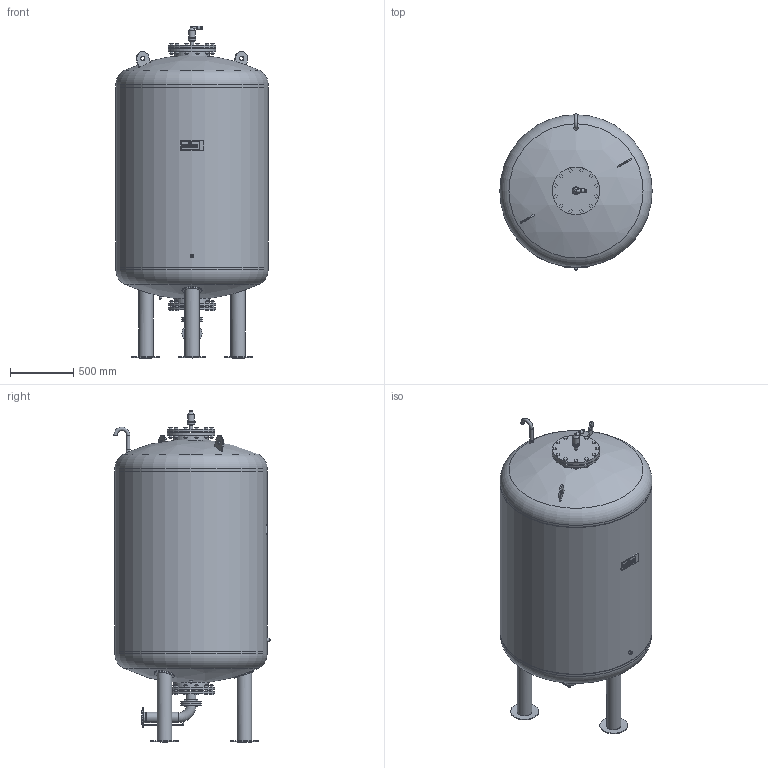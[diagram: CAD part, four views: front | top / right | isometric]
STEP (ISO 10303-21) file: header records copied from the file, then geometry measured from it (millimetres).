
FILE_DESCRIPTION(/* description */ (''),/* implementation_level */ '2;1');
FILE_NAME(/* name */ '3d_GF2000-8930405.stp',/* time_stamp */ '2024-02-28T14:00:49+01:00',/* author */ ('Andrzej'),/* organization */ (''),/* preprocessor_version */ 'ST-DEVELOPER v16.13',/* originating_system */ 'AutoCAD Mechanical',/* authorisation */ '');
FILE_SCHEMA (('AUTOMOTIVE_DESIGN { 1 0 10303 214 3 1 1 }'));
Length unit declared in the file: millimetre
Products named in the file (1): Product
Bounding box: 1200 x 1232.45 x 2616.39 mm (x, y, z)
Volume: 2016365163.3 mm3; surface area: 15794610.3 mm2
Topology: 29 solids, 32 shells, 921 faces, 2136 edges, 1413 vertices
Faces by surface type: plane 647, cylinder 209, cone 41, torus 12, sphere 12
Full cylindrical faces by diameter (mm): 8 x2, 12 x8, 14 x12, 16 x49, 16.662 x1, 17.5 x4, 20 x1, 20.7 x1, 20.955 x1, 23 x1, 24 x8, 24.5 x1, 26.9 x3, 27 x1, 30 x1, 33.7 x1, 38 x2, 50 x1, 57 x1, 63 x2, 76.1 x3, 80 x1, 107 x3, 110 x1, 114.3 x3, 115 x1, 160 x6, 220 x3, 260.4 x2, 272.4 x1
Entity records: 25238 total; most frequent: CARTESIAN_POINT 4448, DIRECTION 4246, ORIENTED_EDGE 3840, EDGE_CURVE 1920, LINE 1432, VECTOR 1432, AXIS2_PLACEMENT_3D 1407, VERTEX_POINT 1383
